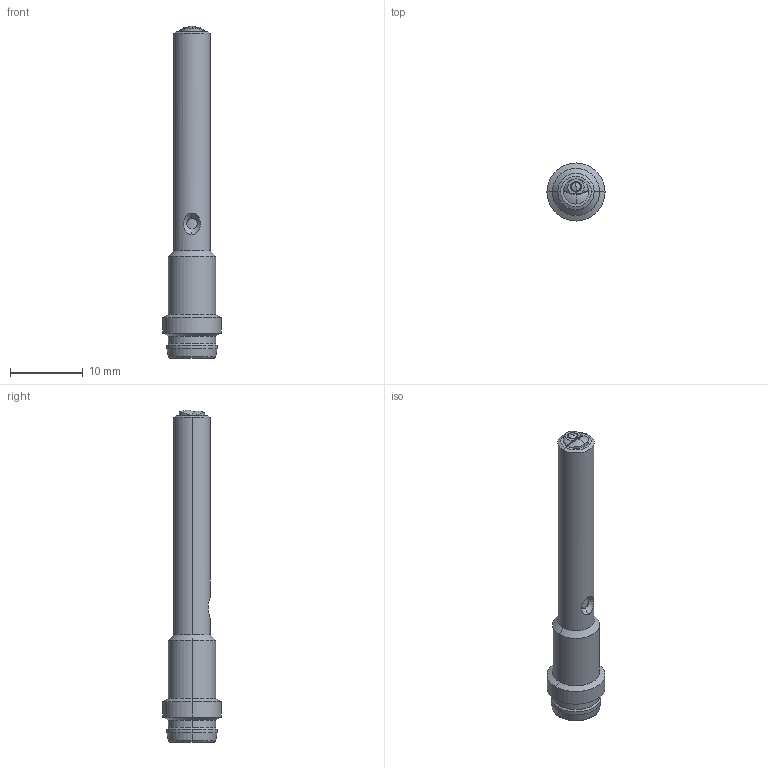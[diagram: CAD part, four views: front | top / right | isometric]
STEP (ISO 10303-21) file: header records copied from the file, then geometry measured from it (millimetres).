
FILE_DESCRIPTION((''),'2;1');
FILE_NAME('OP204901_SW0006','2018-10-01T10:11:34',('sgonin'),(''),'CREO PARAMETRIC BY PTC INC, 2017260','CREO PARAMETRIC BY PTC INC, 2017260','');
FILE_SCHEMA(('CONFIG_CONTROL_DESIGN'));
Length unit declared in the file: millimetre
Products named in the file (1): OP204901_SW0006
Bounding box: 8 x 8 x 45.76 mm (x, y, z)
Volume: 1008.9 mm3; surface area: 1011 mm2
Topology: 1 solids, 1 shells, 79 faces, 175 edges, 99 vertices
Faces by surface type: cylinder 28, cone 20, plane 13, sphere 6, torus 4, revolution 4, bspline 4
Entity records: 3324 total; most frequent: CARTESIAN_POINT 1613, DIRECTION 358, ORIENTED_EDGE 330, EDGE_CURVE 165, AXIS2_PLACEMENT_3D 150, VERTEX_POINT 99, EDGE_LOOP 90, FACE_OUTER_BOUND 79
